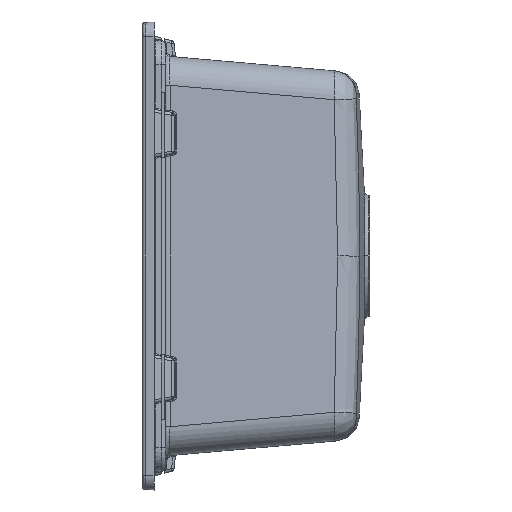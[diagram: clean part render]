
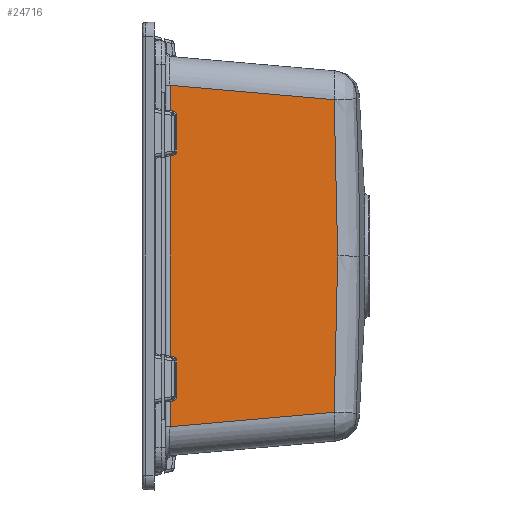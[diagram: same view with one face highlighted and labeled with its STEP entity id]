
A CAD part, left-side view. The second image highlights one B-rep face of the part: STEP entity #24716.
In plain terms, the highlighted planar face has unit normal (-0.996, -0.087, 0).
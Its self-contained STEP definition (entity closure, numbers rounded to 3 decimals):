
#3928=CARTESIAN_POINT('',(-181.519,-198.373,
-161.634));
#3930=CARTESIAN_POINT('',(-196.376,-28.564,
-176.49));
#3959=CARTESIAN_POINT('',(-196.376,-28.564,
-150.403));
#5693=DIRECTION('',(0.086,-0.981,0.173));
#5694=VECTOR('',#5693,3.167);
#5695=CARTESIAN_POINT('',(-196.376,-28.564,
103.597));
#5696=LINE('',#5695,#5694);
#5697=CARTESIAN_POINT('',(-196.104,-31.672,
104.145));
#5698=CARTESIAN_POINT('',(-196.056,-32.222,
104.242));
#5699=CARTESIAN_POINT('',(-195.969,-33.214,
104.609));
#5700=CARTESIAN_POINT('',(-195.859,-34.471,
105.65));
#5701=CARTESIAN_POINT('',(-195.789,-35.267,
107.047));
#5702=CARTESIAN_POINT('',(-195.774,-35.45,
108.055));
#5703=CARTESIAN_POINT('',(-195.773,-35.45,
108.591));
#5705=DIRECTION('',(0.,0.,1.));
#5706=VECTOR('',#5705,36.817);
#5707=CARTESIAN_POINT('',(-195.773,-35.45,
108.591));
#5708=LINE('',#5707,#5706);
#5709=CARTESIAN_POINT('',(-195.773,-35.45,
145.409));
#5710=CARTESIAN_POINT('',(-195.774,-35.45,
145.945));
#5711=CARTESIAN_POINT('',(-195.789,-35.267,
146.953));
#5712=CARTESIAN_POINT('',(-195.859,-34.471,
148.35));
#5713=CARTESIAN_POINT('',(-195.969,-33.214,
149.391));
#5714=CARTESIAN_POINT('',(-196.056,-32.222,
149.758));
#5715=CARTESIAN_POINT('',(-196.104,-31.672,
149.855));
#5717=DIRECTION('',(-0.086,0.981,0.173));
#5718=VECTOR('',#5717,3.167);
#5719=CARTESIAN_POINT('',(-196.104,-31.672,
149.855));
#5720=LINE('',#5719,#5718);
#5721=DIRECTION('',(0.,0.,-1.));
#5722=VECTOR('',#5721,26.087);
#5723=CARTESIAN_POINT('',(-196.376,-28.564,
176.49));
#5724=LINE('',#5723,#5722);
#5725=DIRECTION('',(0.087,-0.992,-0.087));
#5726=VECTOR('',#5725,171.103);
#5727=CARTESIAN_POINT('',(-196.376,-28.564,
176.49));
#5728=LINE('',#5727,#5726);
#5729=CARTESIAN_POINT('',(-181.204,-201.977,
0.));
#5730=CARTESIAN_POINT('',(-181.204,-201.977,
8.033));
#5731=CARTESIAN_POINT('',(-181.21,-201.913,
23.615));
#5732=CARTESIAN_POINT('',(-181.233,-201.645,
46.366));
#5733=CARTESIAN_POINT('',(-181.264,-201.288,
65.998));
#5734=CARTESIAN_POINT('',(-181.3,-200.883,
83.654));
#5735=CARTESIAN_POINT('',(-181.337,-200.463,
99.367));
#5736=CARTESIAN_POINT('',(-181.374,-200.038,
113.683));
#5737=CARTESIAN_POINT('',(-181.419,-199.522,
129.694));
#5738=CARTESIAN_POINT('',(-181.468,-198.958,
145.905));
#5739=CARTESIAN_POINT('',(-181.502,-198.57,
156.416));
#5740=CARTESIAN_POINT('',(-181.519,-198.373,
161.634));
#5742=CARTESIAN_POINT('',(-181.519,-198.373,
-161.634));
#5743=CARTESIAN_POINT('',(-181.498,-198.616,
-155.202));
#5744=CARTESIAN_POINT('',(-181.457,-199.087,
-142.37));
#5745=CARTESIAN_POINT('',(-181.399,-199.753,
-122.8));
#5746=CARTESIAN_POINT('',(-181.348,-200.329,
-104.143));
#5747=CARTESIAN_POINT('',(-181.305,-200.821,
-86.179));
#5748=CARTESIAN_POINT('',(-181.267,-201.257,
-67.607));
#5749=CARTESIAN_POINT('',(-181.232,-201.654,
-45.958));
#5750=CARTESIAN_POINT('',(-181.209,-201.919,
-22.702));
#5751=CARTESIAN_POINT('',(-181.204,-201.977,
-7.584));
#5752=CARTESIAN_POINT('',(-181.204,-201.977,
0.));
#5754=DIRECTION('',(0.087,-0.992,0.087));
#5755=VECTOR('',#5754,171.103);
#5756=CARTESIAN_POINT('',(-196.376,-28.564,
-176.49));
#5757=LINE('',#5756,#5755);
#5758=DIRECTION('',(0.,0.,-1.));
#5759=VECTOR('',#5758,26.087);
#5760=CARTESIAN_POINT('',(-196.376,-28.564,
-150.403));
#5761=LINE('',#5760,#5759);
#5762=DIRECTION('',(0.086,-0.981,0.173));
#5763=VECTOR('',#5762,3.167);
#5764=CARTESIAN_POINT('',(-196.376,-28.564,
-150.403));
#5765=LINE('',#5764,#5763);
#5766=CARTESIAN_POINT('',(-196.104,-31.672,
-149.855));
#5767=CARTESIAN_POINT('',(-196.056,-32.222,
-149.758));
#5768=CARTESIAN_POINT('',(-195.969,-33.214,
-149.391));
#5769=CARTESIAN_POINT('',(-195.859,-34.471,
-148.35));
#5770=CARTESIAN_POINT('',(-195.789,-35.267,
-146.953));
#5771=CARTESIAN_POINT('',(-195.774,-35.45,
-145.945));
#5772=CARTESIAN_POINT('',(-195.773,-35.45,
-145.409));
#5774=DIRECTION('',(0.,0.,1.));
#5775=VECTOR('',#5774,36.817);
#5776=CARTESIAN_POINT('',(-195.773,-35.45,
-145.409));
#5777=LINE('',#5776,#5775);
#5778=CARTESIAN_POINT('',(-195.773,-35.45,
-108.591));
#5779=CARTESIAN_POINT('',(-195.774,-35.45,
-108.055));
#5780=CARTESIAN_POINT('',(-195.789,-35.267,
-107.047));
#5781=CARTESIAN_POINT('',(-195.859,-34.471,
-105.65));
#5782=CARTESIAN_POINT('',(-195.969,-33.214,
-104.609));
#5783=CARTESIAN_POINT('',(-196.056,-32.222,
-104.242));
#5784=CARTESIAN_POINT('',(-196.104,-31.672,
-104.145));
#5786=DIRECTION('',(-0.086,0.981,0.173));
#5787=VECTOR('',#5786,3.167);
#5788=CARTESIAN_POINT('',(-196.104,-31.672,
-104.145));
#5789=LINE('',#5788,#5787);
#5790=DIRECTION('',(0.,0.,-1.));
#5791=VECTOR('',#5790,207.194);
#5792=CARTESIAN_POINT('',(-196.376,-28.564,
103.597));
#5793=LINE('',#5792,#5791);
#5817=CARTESIAN_POINT('',(-196.376,-28.564,
103.597));
#6761=CARTESIAN_POINT('',(-196.376,-28.564,
176.49));
#11602=VERTEX_POINT('',#3930);
#11607=VERTEX_POINT('',#6761);
#11612=VERTEX_POINT('',#3928);
#11615=VERTEX_POINT('',#5752);
#11617=VERTEX_POINT('',#5740);
#11933=VERTEX_POINT('',#5817);
#11935=CARTESIAN_POINT('',(-196.104,-31.672,
104.145));
#11936=VERTEX_POINT('',#11935);
#11939=VERTEX_POINT('',#5703);
#11941=CARTESIAN_POINT('',(-195.773,-35.45,
145.409));
#11942=VERTEX_POINT('',#11941);
#11945=VERTEX_POINT('',#5715);
#11947=CARTESIAN_POINT('',(-196.376,-28.564,
150.403));
#11948=VERTEX_POINT('',#11947);
#11985=VERTEX_POINT('',#3959);
#11987=CARTESIAN_POINT('',(-196.104,-31.672,
-149.855));
#11988=VERTEX_POINT('',#11987);
#11991=VERTEX_POINT('',#5772);
#11993=CARTESIAN_POINT('',(-195.773,-35.45,
-108.591));
#11994=VERTEX_POINT('',#11993);
#11997=VERTEX_POINT('',#5784);
#11999=CARTESIAN_POINT('',(-196.376,-28.564,
-103.597));
#12000=VERTEX_POINT('',#11999);
#24679=CARTESIAN_POINT('',(-198.,-10.,-221.286));
#24680=DIRECTION('',(-0.996,-0.087,0.));
#24681=DIRECTION('',(0.,0.,1.));
#24682=AXIS2_PLACEMENT_3D('',#24679,#24680,#24681);
#24683=PLANE('',#24682);
#24685=ORIENTED_EDGE('',*,*,#24684,.T.);
#24687=ORIENTED_EDGE('',*,*,#24686,.T.);
#24689=ORIENTED_EDGE('',*,*,#24688,.T.);
#24691=ORIENTED_EDGE('',*,*,#24690,.T.);
#24693=ORIENTED_EDGE('',*,*,#24692,.T.);
#24694=ORIENTED_EDGE('',*,*,#20990,.F.);
#24696=ORIENTED_EDGE('',*,*,#24695,.T.);
#24698=ORIENTED_EDGE('',*,*,#24697,.F.);
#24699=ORIENTED_EDGE('',*,*,#24670,.F.);
#24700=ORIENTED_EDGE('',*,*,#19911,.F.);
#24701=ORIENTED_EDGE('',*,*,#19973,.F.);
#24703=ORIENTED_EDGE('',*,*,#24702,.T.);
#24705=ORIENTED_EDGE('',*,*,#24704,.T.);
#24707=ORIENTED_EDGE('',*,*,#24706,.T.);
#24709=ORIENTED_EDGE('',*,*,#24708,.T.);
#24711=ORIENTED_EDGE('',*,*,#24710,.T.);
#24713=ORIENTED_EDGE('',*,*,#24712,.F.);
#24714=EDGE_LOOP('',(#24685,#24687,#24689,#24691,#24693,#24694,#24696,#24698,
#24699,#24700,#24701,#24703,#24705,#24707,#24709,#24711,#24713));
#24715=FACE_OUTER_BOUND('',#24714,.F.);
#24716=ADVANCED_FACE('',(#24715),#24683,.T.);
#5704=B_SPLINE_CURVE_WITH_KNOTS('',3,(#5697,#5698,#5699,#5700,#5701,#5702,
#5703),.UNSPECIFIED.,.F.,.F.,(4,1,1,1,4),(0.,0.25,0.5,0.75,1.),
.UNSPECIFIED.);
#5716=B_SPLINE_CURVE_WITH_KNOTS('',3,(#5709,#5710,#5711,#5712,#5713,#5714,
#5715),.UNSPECIFIED.,.F.,.F.,(4,1,1,1,4),(0.,0.25,0.5,0.75,1.),
.UNSPECIFIED.);
#5741=B_SPLINE_CURVE_WITH_KNOTS('',3,(#5729,#5730,#5731,#5732,#5733,#5734,#5735,
#5736,#5737,#5738,#5739,#5740),.UNSPECIFIED.,.F.,.F.,(4,1,1,1,1,1,1,1,1,4),
(0.,0.111,0.222,0.333,0.444,
0.556,0.667,0.778,0.889,1.),
.UNSPECIFIED.);
#5753=B_SPLINE_CURVE_WITH_KNOTS('',3,(#5742,#5743,#5744,#5745,#5746,#5747,#5748,
#5749,#5750,#5751,#5752),.UNSPECIFIED.,.F.,.F.,(4,1,1,1,1,1,1,1,4),(0.,
0.125,0.25,0.375,0.5,0.625,0.75,0.875,1.),.UNSPECIFIED.);
#5773=B_SPLINE_CURVE_WITH_KNOTS('',3,(#5766,#5767,#5768,#5769,#5770,#5771,
#5772),.UNSPECIFIED.,.F.,.F.,(4,1,1,1,4),(0.,0.25,0.5,0.75,1.),
.UNSPECIFIED.);
#5785=B_SPLINE_CURVE_WITH_KNOTS('',3,(#5778,#5779,#5780,#5781,#5782,#5783,
#5784),.UNSPECIFIED.,.F.,.F.,(4,1,1,1,4),(0.,0.25,0.5,0.75,1.),
.UNSPECIFIED.);
#19911=EDGE_CURVE('',#11602,#11612,#5757,.T.);
#19973=EDGE_CURVE('',#11985,#11602,#5761,.T.);
#20990=EDGE_CURVE('',#11607,#11948,#5724,.T.);
#24670=EDGE_CURVE('',#11612,#11615,#5753,.T.);
#24684=EDGE_CURVE('',#11933,#11936,#5696,.T.);
#24686=EDGE_CURVE('',#11936,#11939,#5704,.T.);
#24688=EDGE_CURVE('',#11939,#11942,#5708,.T.);
#24690=EDGE_CURVE('',#11942,#11945,#5716,.T.);
#24692=EDGE_CURVE('',#11945,#11948,#5720,.T.);
#24695=EDGE_CURVE('',#11607,#11617,#5728,.T.);
#24697=EDGE_CURVE('',#11615,#11617,#5741,.T.);
#24702=EDGE_CURVE('',#11985,#11988,#5765,.T.);
#24704=EDGE_CURVE('',#11988,#11991,#5773,.T.);
#24706=EDGE_CURVE('',#11991,#11994,#5777,.T.);
#24708=EDGE_CURVE('',#11994,#11997,#5785,.T.);
#24710=EDGE_CURVE('',#11997,#12000,#5789,.T.);
#24712=EDGE_CURVE('',#11933,#12000,#5793,.T.);
